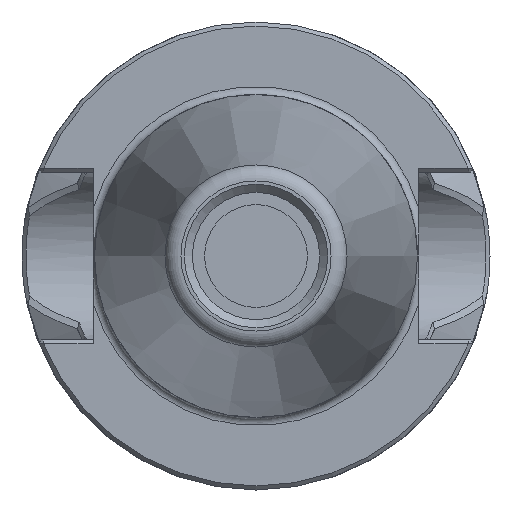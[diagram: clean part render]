
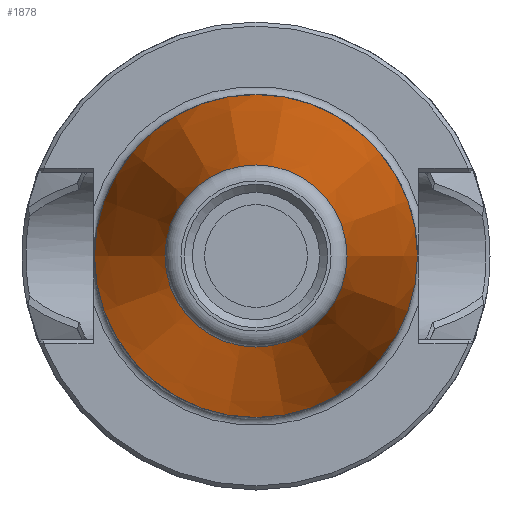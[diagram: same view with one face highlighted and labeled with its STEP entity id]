
A CAD part, left-side view. The second image highlights one B-rep face of the part: STEP entity #1878.
In plain terms, the highlighted conical face has half-angle 8.374 degrees and reference radius 12.312 mm.
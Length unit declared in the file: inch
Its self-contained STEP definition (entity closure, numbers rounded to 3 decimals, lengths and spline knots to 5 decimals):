
#386=CONICAL_SURFACE('',#2035,0.48474,8.374);
#406=FACE_BOUND('',#571,.T.);
#451=FACE_OUTER_BOUND('',#570,.T.);
#570=EDGE_LOOP('',(#1343));
#571=EDGE_LOOP('',(#1344));
#671=CIRCLE('',#2021,0.625);
#677=CIRCLE('',#2034,0.35235);
#762=VERTEX_POINT('',#2693);
#768=VERTEX_POINT('',#2712);
#983=EDGE_CURVE('',#762,#762,#671,.T.);
#989=EDGE_CURVE('',#768,#768,#677,.T.);
#1343=ORIENTED_EDGE('',*,*,#983,.T.);
#1344=ORIENTED_EDGE('',*,*,#989,.F.);
#1878=ADVANCED_FACE('',(#451,#406),#386,.T.);
#2021=AXIS2_PLACEMENT_3D('',#2694,#2281,#2282);
#2034=AXIS2_PLACEMENT_3D('',#2713,#2307,#2308);
#2035=AXIS2_PLACEMENT_3D('',#2714,#2309,#2310);
#2281=DIRECTION('center_axis',(-1.,0.,0.));
#2282=DIRECTION('ref_axis',(0.,0.,1.));
#2307=DIRECTION('center_axis',(-1.,0.,0.));
#2308=DIRECTION('ref_axis',(0.,1.,0.));
#2309=DIRECTION('center_axis',(1.,0.,0.));
#2310=DIRECTION('ref_axis',(0.,-1.,0.));
#2693=CARTESIAN_POINT('',(1.90551,-0.625,0.));
#2694=CARTESIAN_POINT('Origin',(1.90551,0.,0.));
#2712=CARTESIAN_POINT('',(0.0534,-0.35235,0.));
#2713=CARTESIAN_POINT('Origin',(0.0534,0.,0.));
#2714=CARTESIAN_POINT('Origin',(0.95276,0.,0.));
